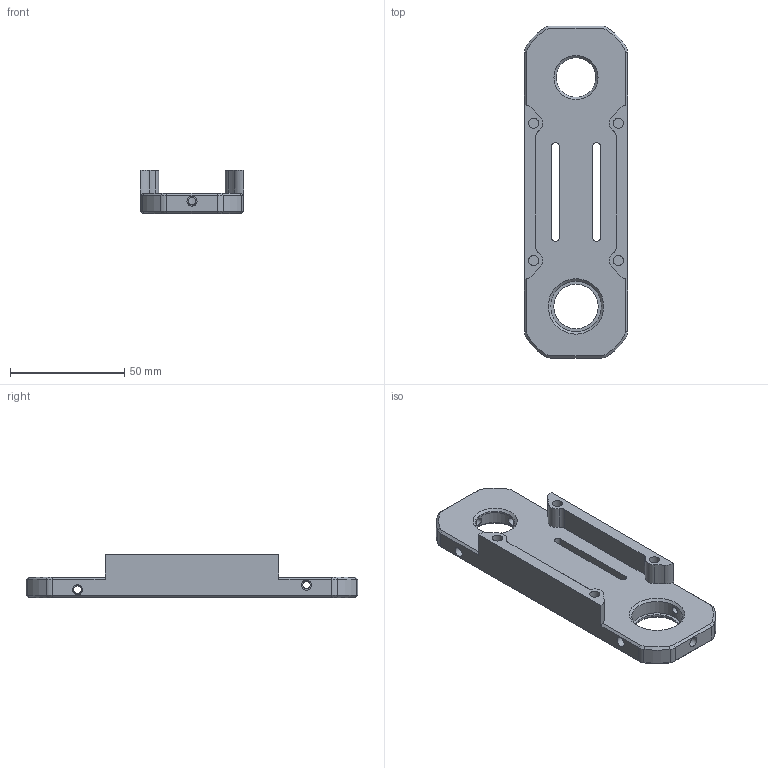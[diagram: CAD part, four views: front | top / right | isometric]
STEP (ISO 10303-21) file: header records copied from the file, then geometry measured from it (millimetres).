
FILE_DESCRIPTION(('FreeCAD Model'),'2;1');
FILE_NAME('Open CASCADE Shape Model','2025-06-03T20:00:33',('FreeCAD'),( 'FreeCAD'),'Open CASCADE STEP processor 7.7','FreeCAD','Unknown');
FILE_SCHEMA(('AUTOMOTIVE_DESIGN { 1 0 10303 214 1 1 1 1 }'));
Length unit declared in the file: millimetre
Products named in the file (1): Open CASCADE STEP translator 7.7 6
Bounding box: 45 x 145 x 19 mm (x, y, z)
Volume: 54211.7 mm3; surface area: 20972 mm2
Topology: 1 solids, 1 shells, 126 faces, 302 edges, 190 vertices
Faces by surface type: cylinder 56, plane 42, cone 28
Full cylindrical faces by diameter (mm): 3.2 x2, 3.4 x4, 4.4 x10, 17.25 x1, 19.4 x1, 20.25 x1, 22.2 x1
Entity records: 4004 total; most frequent: CARTESIAN_POINT 917, DIRECTION 686, ORIENTED_EDGE 604, EDGE_CURVE 302, AXIS2_PLACEMENT_3D 265, VERTEX_POINT 190, FACE_BOUND 158, EDGE_LOOP 158
